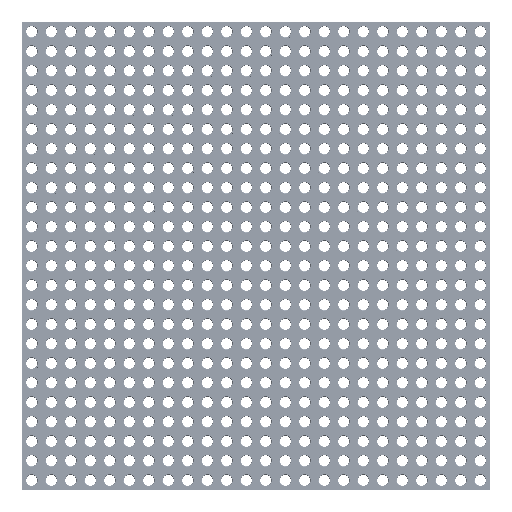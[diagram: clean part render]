
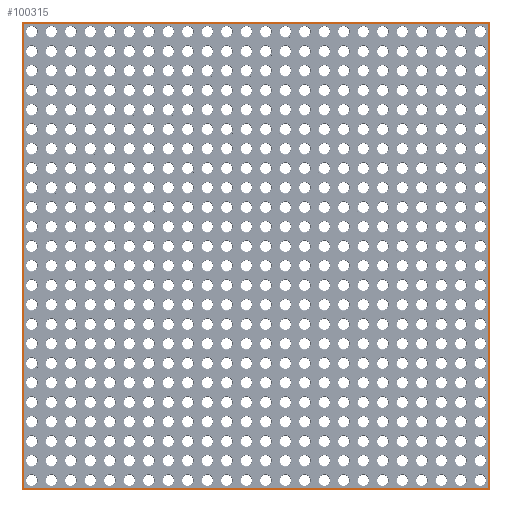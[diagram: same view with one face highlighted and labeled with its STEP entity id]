
A CAD part, top view. The second image highlights one B-rep face of the part: STEP entity #100315.
In plain terms, the highlighted planar face has unit normal (0, 0, 1).
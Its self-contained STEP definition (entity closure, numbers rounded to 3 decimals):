
#100 = PLANE('',#101);
#101 = AXIS2_PLACEMENT_3D('',#102,#103,#104);
#102 = CARTESIAN_POINT('',(-6.25,293.6,2.975));
#103 = DIRECTION('',(0.,0.707,0.707));
#104 = DIRECTION('',(-1.,0.,0.));
#16413 = PLANE('',#16414);
#16414 = AXIS2_PLACEMENT_3D('',#16415,#16416,#16417);
#16415 = CARTESIAN_POINT('',(293.6,293.75,2.975));
#16416 = DIRECTION('',(0.707,0.,0.707
    ));
#16417 = DIRECTION('',(0.,1.,0.));
#19031 = VERTEX_POINT('',#19032);
#19032 = CARTESIAN_POINT('',(-5.95,293.45,3.125));
#19046 = PLANE('',#19047);
#19047 = AXIS2_PLACEMENT_3D('',#19048,#19049,#19050);
#19048 = CARTESIAN_POINT('',(-6.1,-6.25,2.975));
#19049 = DIRECTION('',(-0.707,0.,
    0.707));
#19050 = DIRECTION('',(0.,-1.,0.));
#19060 = VERTEX_POINT('',#19061);
#19061 = CARTESIAN_POINT('',(293.45,293.45,3.125));
#19082 = EDGE_CURVE('',#19031,#19060,#19083,.T.);
#19083 = SURFACE_CURVE('',#19084,(#19088,#19095),.PCURVE_S1.);
#19084 = LINE('',#19085,#19086);
#19085 = CARTESIAN_POINT('',(-6.25,293.45,3.125));
#19086 = VECTOR('',#19087,1.);
#19087 = DIRECTION('',(1.,0.,0.));
#19088 = PCURVE('',#100,#19089);
#19089 = DEFINITIONAL_REPRESENTATION('',(#19090),#19094);
#19090 = LINE('',#19091,#19092);
#19091 = CARTESIAN_POINT('',(0.,0.212));
#19092 = VECTOR('',#19093,1.);
#19093 = DIRECTION('',(-1.,0.));
#19094 = ( GEOMETRIC_REPRESENTATION_CONTEXT(2) 
PARAMETRIC_REPRESENTATION_CONTEXT() REPRESENTATION_CONTEXT('2D SPACE',''
  ) );
#19095 = PCURVE('',#19096,#19101);
#19096 = PLANE('',#19097);
#19097 = AXIS2_PLACEMENT_3D('',#19098,#19099,#19100);
#19098 = CARTESIAN_POINT('',(143.75,143.75,3.125));
#19099 = DIRECTION('',(0.,0.,1.));
#19100 = DIRECTION('',(1.,0.,0.));
#19101 = DEFINITIONAL_REPRESENTATION('',(#19102),#19106);
#19102 = LINE('',#19103,#19104);
#19103 = CARTESIAN_POINT('',(-150.,149.7));
#19104 = VECTOR('',#19105,1.);
#19105 = DIRECTION('',(1.,0.));
#19106 = ( GEOMETRIC_REPRESENTATION_CONTEXT(2) 
PARAMETRIC_REPRESENTATION_CONTEXT() REPRESENTATION_CONTEXT('2D SPACE',''
  ) );
#97976 = PLANE('',#97977);
#97977 = AXIS2_PLACEMENT_3D('',#97978,#97979,#97980);
#97978 = CARTESIAN_POINT('',(293.75,-6.1,2.975));
#97979 = DIRECTION('',(0.,-0.707,
    0.707));
#97980 = DIRECTION('',(-1.,0.,0.));
#100224 = VERTEX_POINT('',#100225);
#100225 = CARTESIAN_POINT('',(293.45,-5.95,3.125));
#100246 = EDGE_CURVE('',#19060,#100224,#100247,.T.);
#100247 = SURFACE_CURVE('',#100248,(#100252,#100259),.PCURVE_S1.);
#100248 = LINE('',#100249,#100250);
#100249 = CARTESIAN_POINT('',(293.45,293.75,3.125));
#100250 = VECTOR('',#100251,1.);
#100251 = DIRECTION('',(0.,-1.,0.));
#100252 = PCURVE('',#16413,#100253);
#100253 = DEFINITIONAL_REPRESENTATION('',(#100254),#100258);
#100254 = LINE('',#100255,#100256);
#100255 = CARTESIAN_POINT('',(0.,0.212));
#100256 = VECTOR('',#100257,1.);
#100257 = DIRECTION('',(-1.,0.));
#100258 = ( GEOMETRIC_REPRESENTATION_CONTEXT(2) 
PARAMETRIC_REPRESENTATION_CONTEXT() REPRESENTATION_CONTEXT('2D SPACE',''
  ) );
#100259 = PCURVE('',#19096,#100260);
#100260 = DEFINITIONAL_REPRESENTATION('',(#100261),#100265);
#100261 = LINE('',#100262,#100263);
#100262 = CARTESIAN_POINT('',(149.7,150.));
#100263 = VECTOR('',#100264,1.);
#100264 = DIRECTION('',(0.,-1.));
#100265 = ( GEOMETRIC_REPRESENTATION_CONTEXT(2) 
PARAMETRIC_REPRESENTATION_CONTEXT() REPRESENTATION_CONTEXT('2D SPACE',''
  ) );
#100271 = VERTEX_POINT('',#100272);
#100272 = CARTESIAN_POINT('',(-5.95,-5.95,3.125));
#100295 = EDGE_CURVE('',#100271,#19031,#100296,.T.);
#100296 = SURFACE_CURVE('',#100297,(#100301,#100308),.PCURVE_S1.);
#100297 = LINE('',#100298,#100299);
#100298 = CARTESIAN_POINT('',(-5.95,-6.25,3.125));
#100299 = VECTOR('',#100300,1.);
#100300 = DIRECTION('',(0.,1.,0.));
#100301 = PCURVE('',#19046,#100302);
#100302 = DEFINITIONAL_REPRESENTATION('',(#100303),#100307);
#100303 = LINE('',#100304,#100305);
#100304 = CARTESIAN_POINT('',(0.,0.212));
#100305 = VECTOR('',#100306,1.);
#100306 = DIRECTION('',(-1.,0.));
#100307 = ( GEOMETRIC_REPRESENTATION_CONTEXT(2) 
PARAMETRIC_REPRESENTATION_CONTEXT() REPRESENTATION_CONTEXT('2D SPACE',''
  ) );
#100308 = PCURVE('',#19096,#100309);
#100309 = DEFINITIONAL_REPRESENTATION('',(#100310),#100314);
#100310 = LINE('',#100311,#100312);
#100311 = CARTESIAN_POINT('',(-149.7,-150.));
#100312 = VECTOR('',#100313,1.);
#100313 = DIRECTION('',(0.,1.));
#100314 = ( GEOMETRIC_REPRESENTATION_CONTEXT(2) 
PARAMETRIC_REPRESENTATION_CONTEXT() REPRESENTATION_CONTEXT('2D SPACE',''
  ) );
#100315 = ADVANCED_FACE('',(#100316,#100342),#19096,.T.);
#100316 = FACE_BOUND('',#100317,.T.);
#100317 = EDGE_LOOP('',(#100318,#100339,#100340,#100341));
#100318 = ORIENTED_EDGE('',*,*,#100319,.F.);
#100319 = EDGE_CURVE('',#100224,#100271,#100320,.T.);
#100320 = SURFACE_CURVE('',#100321,(#100325,#100332),.PCURVE_S1.);
#100321 = LINE('',#100322,#100323);
#100322 = CARTESIAN_POINT('',(293.75,-5.95,3.125));
#100323 = VECTOR('',#100324,1.);
#100324 = DIRECTION('',(-1.,0.,0.));
#100325 = PCURVE('',#19096,#100326);
#100326 = DEFINITIONAL_REPRESENTATION('',(#100327),#100331);
#100327 = LINE('',#100328,#100329);
#100328 = CARTESIAN_POINT('',(150.,-149.7));
#100329 = VECTOR('',#100330,1.);
#100330 = DIRECTION('',(-1.,0.));
#100331 = ( GEOMETRIC_REPRESENTATION_CONTEXT(2) 
PARAMETRIC_REPRESENTATION_CONTEXT() REPRESENTATION_CONTEXT('2D SPACE',''
  ) );
#100332 = PCURVE('',#97976,#100333);
#100333 = DEFINITIONAL_REPRESENTATION('',(#100334),#100338);
#100334 = LINE('',#100335,#100336);
#100335 = CARTESIAN_POINT('',(0.,-0.212));
#100336 = VECTOR('',#100337,1.);
#100337 = DIRECTION('',(1.,0.));
#100338 = ( GEOMETRIC_REPRESENTATION_CONTEXT(2) 
PARAMETRIC_REPRESENTATION_CONTEXT() REPRESENTATION_CONTEXT('2D SPACE',''
  ) );
#100339 = ORIENTED_EDGE('',*,*,#100246,.F.);
#100340 = ORIENTED_EDGE('',*,*,#19082,.F.);
#100341 = ORIENTED_EDGE('',*,*,#100295,.F.);
#100342 = FACE_BOUND('',#100343,.T.);
#100343 = EDGE_LOOP('',(#100344,#100374,#100402,#100430));
#100344 = ORIENTED_EDGE('',*,*,#100345,.T.);
#100345 = EDGE_CURVE('',#100346,#100348,#100350,.T.);
#100346 = VERTEX_POINT('',#100347);
#100347 = CARTESIAN_POINT('',(-5.15,-5.15,3.125));
#100348 = VERTEX_POINT('',#100349);
#100349 = CARTESIAN_POINT('',(-5.15,292.65,3.125));
#100350 = SURFACE_CURVE('',#100351,(#100355,#100362),.PCURVE_S1.);
#100351 = LINE('',#100352,#100353);
#100352 = CARTESIAN_POINT('',(-5.15,-5.15,3.125));
#100353 = VECTOR('',#100354,1.);
#100354 = DIRECTION('',(0.,1.,0.));
#100355 = PCURVE('',#19096,#100356);
#100356 = DEFINITIONAL_REPRESENTATION('',(#100357),#100361);
#100357 = LINE('',#100358,#100359);
#100358 = CARTESIAN_POINT('',(-148.9,-148.9));
#100359 = VECTOR('',#100360,1.);
#100360 = DIRECTION('',(0.,1.));
#100361 = ( GEOMETRIC_REPRESENTATION_CONTEXT(2) 
PARAMETRIC_REPRESENTATION_CONTEXT() REPRESENTATION_CONTEXT('2D SPACE',''
  ) );
#100362 = PCURVE('',#100363,#100368);
#100363 = PLANE('',#100364);
#100364 = AXIS2_PLACEMENT_3D('',#100365,#100366,#100367);
#100365 = CARTESIAN_POINT('',(-5.15,-5.15,3.125));
#100366 = DIRECTION('',(1.,0.,0.));
#100367 = DIRECTION('',(0.,1.,0.));
#100368 = DEFINITIONAL_REPRESENTATION('',(#100369),#100373);
#100369 = LINE('',#100370,#100371);
#100370 = CARTESIAN_POINT('',(0.,0.));
#100371 = VECTOR('',#100372,1.);
#100372 = DIRECTION('',(1.,0.));
#100373 = ( GEOMETRIC_REPRESENTATION_CONTEXT(2) 
PARAMETRIC_REPRESENTATION_CONTEXT() REPRESENTATION_CONTEXT('2D SPACE',''
  ) );
#100374 = ORIENTED_EDGE('',*,*,#100375,.T.);
#100375 = EDGE_CURVE('',#100348,#100376,#100378,.T.);
#100376 = VERTEX_POINT('',#100377);
#100377 = CARTESIAN_POINT('',(292.65,292.65,3.125));
#100378 = SURFACE_CURVE('',#100379,(#100383,#100390),.PCURVE_S1.);
#100379 = LINE('',#100380,#100381);
#100380 = CARTESIAN_POINT('',(-5.15,292.65,3.125));
#100381 = VECTOR('',#100382,1.);
#100382 = DIRECTION('',(1.,0.,0.));
#100383 = PCURVE('',#19096,#100384);
#100384 = DEFINITIONAL_REPRESENTATION('',(#100385),#100389);
#100385 = LINE('',#100386,#100387);
#100386 = CARTESIAN_POINT('',(-148.9,148.9));
#100387 = VECTOR('',#100388,1.);
#100388 = DIRECTION('',(1.,0.));
#100389 = ( GEOMETRIC_REPRESENTATION_CONTEXT(2) 
PARAMETRIC_REPRESENTATION_CONTEXT() REPRESENTATION_CONTEXT('2D SPACE',''
  ) );
#100390 = PCURVE('',#100391,#100396);
#100391 = PLANE('',#100392);
#100392 = AXIS2_PLACEMENT_3D('',#100393,#100394,#100395);
#100393 = CARTESIAN_POINT('',(-5.15,292.65,3.125));
#100394 = DIRECTION('',(0.,-1.,0.));
#100395 = DIRECTION('',(1.,0.,0.));
#100396 = DEFINITIONAL_REPRESENTATION('',(#100397),#100401);
#100397 = LINE('',#100398,#100399);
#100398 = CARTESIAN_POINT('',(0.,0.));
#100399 = VECTOR('',#100400,1.);
#100400 = DIRECTION('',(1.,0.));
#100401 = ( GEOMETRIC_REPRESENTATION_CONTEXT(2) 
PARAMETRIC_REPRESENTATION_CONTEXT() REPRESENTATION_CONTEXT('2D SPACE',''
  ) );
#100402 = ORIENTED_EDGE('',*,*,#100403,.T.);
#100403 = EDGE_CURVE('',#100376,#100404,#100406,.T.);
#100404 = VERTEX_POINT('',#100405);
#100405 = CARTESIAN_POINT('',(292.65,-5.15,3.125));
#100406 = SURFACE_CURVE('',#100407,(#100411,#100418),.PCURVE_S1.);
#100407 = LINE('',#100408,#100409);
#100408 = CARTESIAN_POINT('',(292.65,292.65,3.125));
#100409 = VECTOR('',#100410,1.);
#100410 = DIRECTION('',(0.,-1.,0.));
#100411 = PCURVE('',#19096,#100412);
#100412 = DEFINITIONAL_REPRESENTATION('',(#100413),#100417);
#100413 = LINE('',#100414,#100415);
#100414 = CARTESIAN_POINT('',(148.9,148.9));
#100415 = VECTOR('',#100416,1.);
#100416 = DIRECTION('',(0.,-1.));
#100417 = ( GEOMETRIC_REPRESENTATION_CONTEXT(2) 
PARAMETRIC_REPRESENTATION_CONTEXT() REPRESENTATION_CONTEXT('2D SPACE',''
  ) );
#100418 = PCURVE('',#100419,#100424);
#100419 = PLANE('',#100420);
#100420 = AXIS2_PLACEMENT_3D('',#100421,#100422,#100423);
#100421 = CARTESIAN_POINT('',(292.65,292.65,3.125));
#100422 = DIRECTION('',(-1.,0.,0.));
#100423 = DIRECTION('',(0.,-1.,0.));
#100424 = DEFINITIONAL_REPRESENTATION('',(#100425),#100429);
#100425 = LINE('',#100426,#100427);
#100426 = CARTESIAN_POINT('',(0.,0.));
#100427 = VECTOR('',#100428,1.);
#100428 = DIRECTION('',(1.,0.));
#100429 = ( GEOMETRIC_REPRESENTATION_CONTEXT(2) 
PARAMETRIC_REPRESENTATION_CONTEXT() REPRESENTATION_CONTEXT('2D SPACE',''
  ) );
#100430 = ORIENTED_EDGE('',*,*,#100431,.T.);
#100431 = EDGE_CURVE('',#100404,#100346,#100432,.T.);
#100432 = SURFACE_CURVE('',#100433,(#100437,#100444),.PCURVE_S1.);
#100433 = LINE('',#100434,#100435);
#100434 = CARTESIAN_POINT('',(292.65,-5.15,3.125));
#100435 = VECTOR('',#100436,1.);
#100436 = DIRECTION('',(-1.,0.,0.));
#100437 = PCURVE('',#19096,#100438);
#100438 = DEFINITIONAL_REPRESENTATION('',(#100439),#100443);
#100439 = LINE('',#100440,#100441);
#100440 = CARTESIAN_POINT('',(148.9,-148.9));
#100441 = VECTOR('',#100442,1.);
#100442 = DIRECTION('',(-1.,0.));
#100443 = ( GEOMETRIC_REPRESENTATION_CONTEXT(2) 
PARAMETRIC_REPRESENTATION_CONTEXT() REPRESENTATION_CONTEXT('2D SPACE',''
  ) );
#100444 = PCURVE('',#100445,#100450);
#100445 = PLANE('',#100446);
#100446 = AXIS2_PLACEMENT_3D('',#100447,#100448,#100449);
#100447 = CARTESIAN_POINT('',(292.65,-5.15,3.125));
#100448 = DIRECTION('',(0.,1.,0.));
#100449 = DIRECTION('',(-1.,0.,0.));
#100450 = DEFINITIONAL_REPRESENTATION('',(#100451),#100455);
#100451 = LINE('',#100452,#100453);
#100452 = CARTESIAN_POINT('',(0.,0.));
#100453 = VECTOR('',#100454,1.);
#100454 = DIRECTION('',(1.,0.));
#100455 = ( GEOMETRIC_REPRESENTATION_CONTEXT(2) 
PARAMETRIC_REPRESENTATION_CONTEXT() REPRESENTATION_CONTEXT('2D SPACE',''
  ) );
